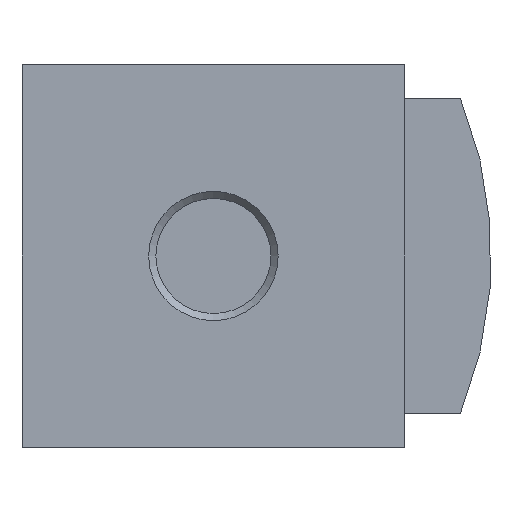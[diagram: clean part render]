
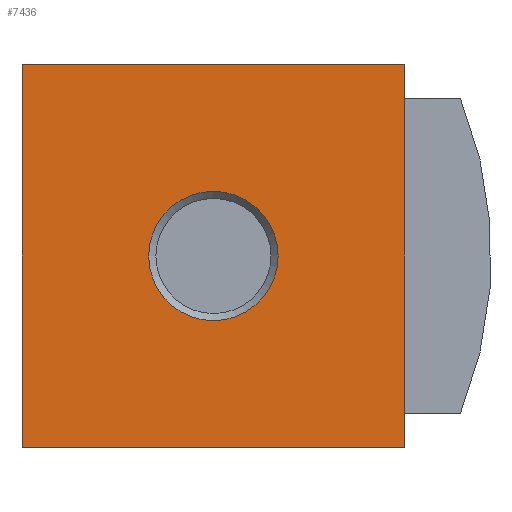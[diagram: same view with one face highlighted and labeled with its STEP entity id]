
A CAD part, front view. The second image highlights one B-rep face of the part: STEP entity #7436.
In plain terms, the highlighted planar face has unit normal (0, -1, 0).
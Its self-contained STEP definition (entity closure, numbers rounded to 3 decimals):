
#129=PLANE('',#7820);
#530=LINE('',#10504,#1131);
#538=LINE('',#10519,#1139);
#554=LINE('',#10549,#1155);
#594=LINE('',#10640,#1195);
#1131=VECTOR('',#8634,1000.);
#1139=VECTOR('',#8644,1000.);
#1155=VECTOR('',#8662,1000.);
#1195=VECTOR('',#8740,1000.);
#1536=CIRCLE('',#7821,10.478);
#2255=ORIENTED_EDGE('',*,*,#3657,.F.);
#2256=ORIENTED_EDGE('',*,*,#3573,.F.);
#2257=ORIENTED_EDGE('',*,*,#3565,.F.);
#2258=ORIENTED_EDGE('',*,*,#3589,.F.);
#2259=ORIENTED_EDGE('',*,*,#3638,.F.);
#3565=EDGE_CURVE('',#4292,#4293,#530,.T.);
#3573=EDGE_CURVE('',#4293,#4299,#538,.T.);
#3589=EDGE_CURVE('',#4311,#4292,#554,.T.);
#3638=EDGE_CURVE('',#4299,#4311,#594,.T.);
#3657=EDGE_CURVE('',#4353,#4353,#1536,.T.);
#4292=VERTEX_POINT('',#10503);
#4293=VERTEX_POINT('',#10505);
#4299=VERTEX_POINT('',#10520);
#4311=VERTEX_POINT('',#10548);
#4353=VERTEX_POINT('',#10679);
#4675=EDGE_LOOP('',(#2255));
#4676=EDGE_LOOP('',(#2256,#2257,#2258,#2259));
#5004=FACE_BOUND('',#4675,.T.);
#5005=FACE_BOUND('',#4676,.T.);
#7436=ADVANCED_FACE('',(#5004,#5005),#129,.F.);
#7820=AXIS2_PLACEMENT_3D('',#10677,#8782,#8783);
#7821=AXIS2_PLACEMENT_3D('',#10678,#8784,#8785);
#8634=DIRECTION('',(-1.,0.,0.));
#8644=DIRECTION('',(0.,0.,1.));
#8662=DIRECTION('',(0.,0.,-1.));
#8740=DIRECTION('',(1.,0.,0.));
#8782=DIRECTION('',(0.,1.,0.));
#8783=DIRECTION('',(0.,0.,1.));
#8784=DIRECTION('',(0.,-1.,0.));
#8785=DIRECTION('',(0.,0.,-1.));
#10503=CARTESIAN_POINT('',(31.,-45.,-31.));
#10504=CARTESIAN_POINT('',(31.,-45.,-31.));
#10505=CARTESIAN_POINT('',(-31.,-45.,-31.));
#10519=CARTESIAN_POINT('',(-31.,-45.,-31.));
#10520=CARTESIAN_POINT('',(-31.,-45.,31.));
#10548=CARTESIAN_POINT('',(31.,-45.,31.));
#10549=CARTESIAN_POINT('',(31.,-45.,31.));
#10640=CARTESIAN_POINT('',(-31.,-45.,31.));
#10677=CARTESIAN_POINT('',(0.,-45.,0.));
#10678=CARTESIAN_POINT('',(0.,-45.,0.));
#10679=CARTESIAN_POINT('',(0.,-45.,-10.478));
